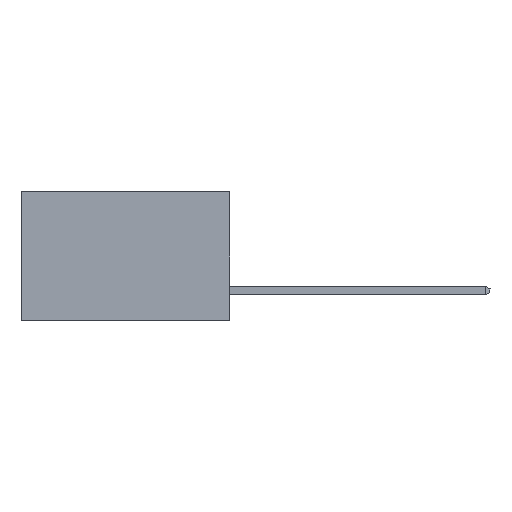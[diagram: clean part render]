
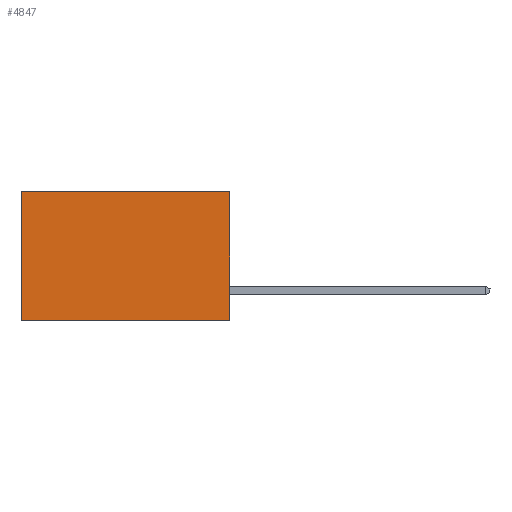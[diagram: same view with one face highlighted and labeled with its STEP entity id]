
A CAD part, left-side view. The second image highlights one B-rep face of the part: STEP entity #4847.
In plain terms, the highlighted planar face has unit normal (-1, 0, 0).
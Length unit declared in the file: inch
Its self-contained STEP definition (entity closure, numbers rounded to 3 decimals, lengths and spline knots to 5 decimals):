
#752 = EDGE_CURVE ( 'NONE', #3416, #5801, #5755, .T. ) ;
#907 = VERTEX_POINT ( 'NONE', #9551 ) ;
#1026 = PLANE ( 'NONE',  #6389 ) ;
#1060 = ORIENTED_EDGE ( 'NONE', *, *, #8788, .T. ) ;
#1373 = ORIENTED_EDGE ( 'NONE', *, *, #752, .F. ) ;
#1769 = EDGE_CURVE ( 'NONE', #5801, #6134, #4906, .T. ) ;
#1902 = CARTESIAN_POINT ( 'NONE',  ( 0.2615, 0., -0.37 ) ) ;
#1994 = CARTESIAN_POINT ( 'NONE',  ( 0.2615, 0.6, -0.37 ) ) ;
#2000 = CARTESIAN_POINT ( 'NONE',  ( 0.2615, 0., 0. ) ) ;
#2454 = VECTOR ( 'NONE', #3975, 39.37008 ) ;
#3253 = DIRECTION ( 'NONE',  ( 0., 0., -1. ) ) ;
#3416 = VERTEX_POINT ( 'NONE', #2000 ) ;
#3471 = EDGE_LOOP ( 'NONE', ( #8213, #12981, #1373, #1060 ) ) ;
#3685 = DIRECTION ( 'NONE',  ( 0., 1., 0. ) ) ;
#3975 = DIRECTION ( 'NONE',  ( 0., 1., 0. ) ) ;
#4209 = DIRECTION ( 'NONE',  ( 0., 0., -1. ) ) ;
#4379 = DIRECTION ( 'NONE',  ( 0., 0., -1. ) ) ;
#4429 = CARTESIAN_POINT ( 'NONE',  ( 0.2615, 0.6, -0.37 ) ) ;
#4847 = ADVANCED_FACE ( 'NONE', ( #12465 ), #1026, .F. ) ;
#4906 = LINE ( 'NONE', #12831, #9050 ) ;
#5206 = CARTESIAN_POINT ( 'NONE',  ( 0.2615, 0., 0. ) ) ;
#5755 = LINE ( 'NONE', #1902, #8536 ) ;
#5801 = VERTEX_POINT ( 'NONE', #7544 ) ;
#6134 = VERTEX_POINT ( 'NONE', #4429 ) ;
#6389 = AXIS2_PLACEMENT_3D ( 'NONE', #11295, #9067, #3253 ) ;
#7538 = LINE ( 'NONE', #5206, #2454 ) ;
#7544 = CARTESIAN_POINT ( 'NONE',  ( 0.2615, 0., -0.37 ) ) ;
#8213 = ORIENTED_EDGE ( 'NONE', *, *, #12877, .T. ) ;
#8536 = VECTOR ( 'NONE', #4209, 39.37008 ) ;
#8788 = EDGE_CURVE ( 'NONE', #3416, #907, #7538, .T. ) ;
#9050 = VECTOR ( 'NONE', #3685, 39.37008 ) ;
#9067 = DIRECTION ( 'NONE',  ( 1., 0., 0. ) ) ;
#9551 = CARTESIAN_POINT ( 'NONE',  ( 0.2615, 0.6, 0. ) ) ;
#11186 = LINE ( 'NONE', #1994, #13633 ) ;
#11295 = CARTESIAN_POINT ( 'NONE',  ( 0.2615, 0., -0.37 ) ) ;
#12465 = FACE_OUTER_BOUND ( 'NONE', #3471, .T. ) ;
#12831 = CARTESIAN_POINT ( 'NONE',  ( 0.2615, 0., -0.37 ) ) ;
#12877 = EDGE_CURVE ( 'NONE', #907, #6134, #11186, .T. ) ;
#12981 = ORIENTED_EDGE ( 'NONE', *, *, #1769, .F. ) ;
#13633 = VECTOR ( 'NONE', #4379, 39.37008 ) ;
